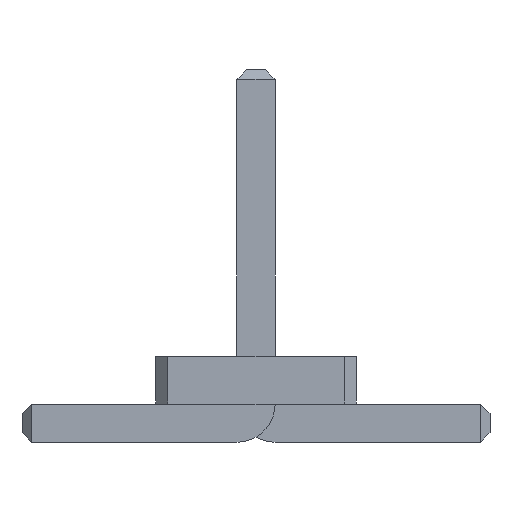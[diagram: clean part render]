
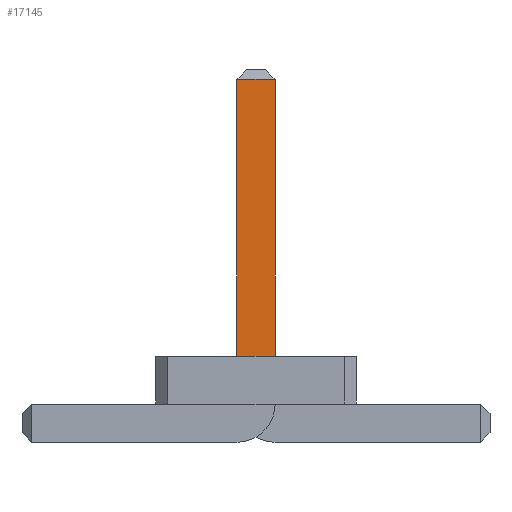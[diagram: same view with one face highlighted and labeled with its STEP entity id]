
A CAD part, front view. The second image highlights one B-rep face of the part: STEP entity #17145.
In plain terms, the highlighted planar face has unit normal (0, -1, 0).
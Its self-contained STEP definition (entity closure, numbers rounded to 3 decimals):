
#6433 = VERTEX_POINT('',#6434);
#6434 = CARTESIAN_POINT('',(-0.2,-24.33,0.9));
#6440 = EDGE_CURVE('',#6433,#6441,#6443,.T.);
#6441 = VERTEX_POINT('',#6442);
#6442 = CARTESIAN_POINT('',(0.2,-24.33,0.9));
#6443 = LINE('',#6444,#6445);
#6444 = CARTESIAN_POINT('',(-0.362,-24.33,0.9));
#6445 = VECTOR('',#6446,1.);
#6446 = DIRECTION('',(1.,0.,0.));
#17127 = EDGE_CURVE('',#6441,#17128,#17130,.T.);
#17128 = VERTEX_POINT('',#17129);
#17129 = CARTESIAN_POINT('',(0.2,-24.33,3.8));
#17130 = LINE('',#17131,#17132);
#17131 = CARTESIAN_POINT('',(0.2,-24.33,0.));
#17132 = VECTOR('',#17133,1.);
#17133 = DIRECTION('',(0.,0.,1.));
#17145 = ADVANCED_FACE('',(#17146),#17164,.F.);
#17146 = FACE_BOUND('',#17147,.F.);
#17147 = EDGE_LOOP('',(#17148,#17149,#17150,#17158));
#17148 = ORIENTED_EDGE('',*,*,#17127,.F.);
#17149 = ORIENTED_EDGE('',*,*,#6440,.F.);
#17150 = ORIENTED_EDGE('',*,*,#17151,.F.);
#17151 = EDGE_CURVE('',#17152,#6433,#17154,.T.);
#17152 = VERTEX_POINT('',#17153);
#17153 = CARTESIAN_POINT('',(-0.2,-24.33,3.8));
#17154 = LINE('',#17155,#17156);
#17155 = CARTESIAN_POINT('',(-0.2,-24.33,3.9));
#17156 = VECTOR('',#17157,1.);
#17157 = DIRECTION('',(0.,0.,-1.));
#17158 = ORIENTED_EDGE('',*,*,#17159,.F.);
#17159 = EDGE_CURVE('',#17128,#17152,#17160,.T.);
#17160 = LINE('',#17161,#17162);
#17161 = CARTESIAN_POINT('',(0.2,-24.33,3.8));
#17162 = VECTOR('',#17163,1.);
#17163 = DIRECTION('',(-1.,0.,0.));
#17164 = PLANE('',#17165);
#17165 = AXIS2_PLACEMENT_3D('',#17166,#17167,#17168);
#17166 = CARTESIAN_POINT('',(0.2,-24.33,3.9));
#17167 = DIRECTION('',(0.,1.,0.));
#17168 = DIRECTION('',(0.,0.,1.));
